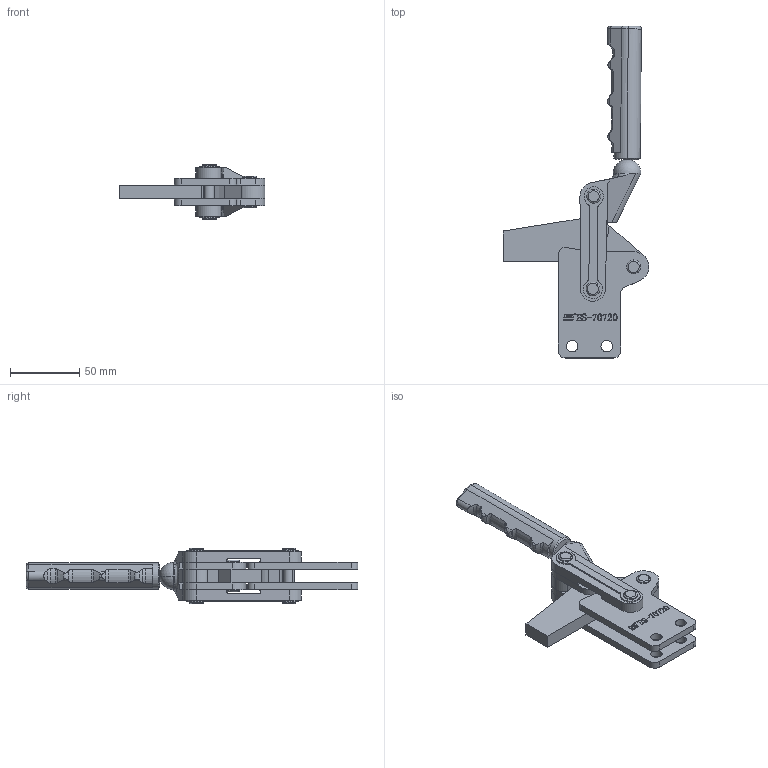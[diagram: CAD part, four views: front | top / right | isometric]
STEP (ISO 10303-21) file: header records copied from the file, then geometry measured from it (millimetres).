
FILE_DESCRIPTION (( 'STEP AP203' ), '1' );
FILE_NAME ('HS-70720 装配体.STEP', '2018-12-07T08:19:19', ( 'PCOS' ), ( '微软中国' ), 'SwSTEP 2.0', 'SolidWorks 2012', '' );
FILE_SCHEMA (( 'CONFIG_CONTROL_DESIGN' ));
Length unit declared in the file: millimetre
Products named in the file (8): HS-70720 蚾饜极; 揤旋; 种2; 种1; 忒梟; 忒參; 蟀裝; 菁釱
Assembly tree (10 placements, depth 2):
  HS-70720 蚾饜极
    菁釱
    蟀裝  x2
    忒參
    忒梟
    种1  x2
    种2  x2
    揤旋
Bounding box: 105.5 x 240.49 x 40 mm (x, y, z)
Volume: 146733.4 mm3; surface area: 57229.1 mm2
Topology: 11 solids, 11 shells, 607 faces, 1607 edges, 1058 vertices
Faces by surface type: plane 261, cylinder 169, bspline 136, torus 30, cone 9, sphere 2
Entity records: 24771 total; most frequent: CARTESIAN_POINT 10304, ORIENTED_EDGE 3048, DIRECTION 2412, EDGE_CURVE 1524, VERTEX_POINT 1006, VECTOR 860, LINE 860, AXIS2_PLACEMENT_3D 776
